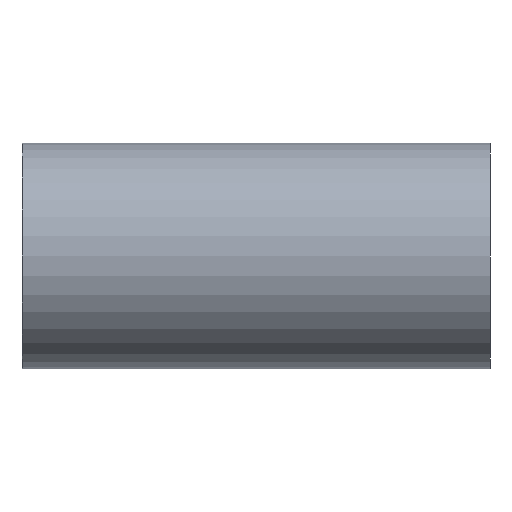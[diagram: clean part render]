
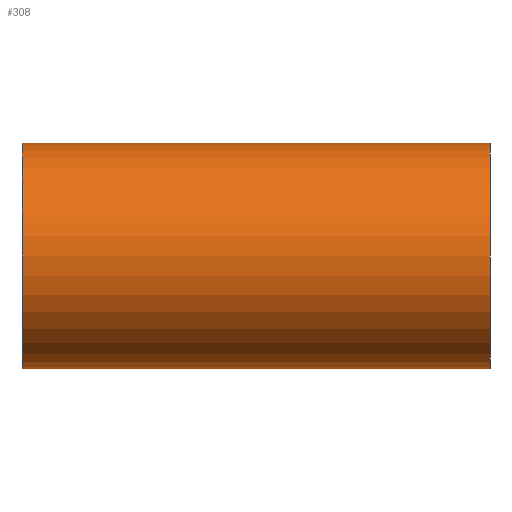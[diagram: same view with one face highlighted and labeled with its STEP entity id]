
A CAD part, left-side view. The second image highlights one B-rep face of the part: STEP entity #308.
In plain terms, the highlighted cylindrical face has radius 17.5 mm (diameter 35 mm), a partial arc.
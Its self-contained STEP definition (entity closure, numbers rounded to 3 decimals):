
#85=CARTESIAN_POINT('',(0.,0.,0.));
#86=DIRECTION('',(0.,-1.,0.));
#87=DIRECTION('',(0.,0.,1.));
#88=AXIS2_PLACEMENT_3D('',#85,#86,#87);
#95=CARTESIAN_POINT('',(0.,72.5,0.));
#96=DIRECTION('',(0.,-1.,0.));
#97=DIRECTION('',(0.,0.,1.));
#98=AXIS2_PLACEMENT_3D('',#95,#96,#97);
#100=DIRECTION('',(0.,-1.,0.));
#101=VECTOR('',#100,72.5);
#102=CARTESIAN_POINT('',(0.,72.5,17.5));
#103=LINE('',#102,#101);
#109=DIRECTION('',(0.,-1.,0.));
#110=VECTOR('',#109,72.5);
#111=CARTESIAN_POINT('',(0.,72.5,-17.5));
#112=LINE('',#111,#110);
#113=CARTESIAN_POINT('',(0.,72.5,17.5));
#114=CARTESIAN_POINT('',(0.,0.,17.5));
#115=VERTEX_POINT('',#113);
#116=VERTEX_POINT('',#114);
#129=CARTESIAN_POINT('',(0.,72.5,-17.5));
#130=CARTESIAN_POINT('',(0.,0.,-17.5));
#131=VERTEX_POINT('',#129);
#132=VERTEX_POINT('',#130);
#295=CARTESIAN_POINT('',(0.,76.125,0.));
#296=DIRECTION('',(0.,-1.,0.));
#297=DIRECTION('',(0.,0.,1.));
#298=AXIS2_PLACEMENT_3D('',#295,#296,#297);
#299=CYLINDRICAL_SURFACE('',#298,17.5);
#301=ORIENTED_EDGE('',*,*,#300,.T.);
#302=ORIENTED_EDGE('',*,*,#284,.T.);
#304=ORIENTED_EDGE('',*,*,#303,.F.);
#305=ORIENTED_EDGE('',*,*,#152,.F.);
#306=EDGE_LOOP('',(#301,#302,#304,#305));
#307=FACE_OUTER_BOUND('',#306,.F.);
#308=ADVANCED_FACE('',(#307),#299,.T.);
#89=CIRCLE('',#88,17.5);
#99=CIRCLE('',#98,17.5);
#152=EDGE_CURVE('',#115,#131,#99,.T.);
#284=EDGE_CURVE('',#116,#132,#89,.T.);
#300=EDGE_CURVE('',#115,#116,#103,.T.);
#303=EDGE_CURVE('',#131,#132,#112,.T.);
